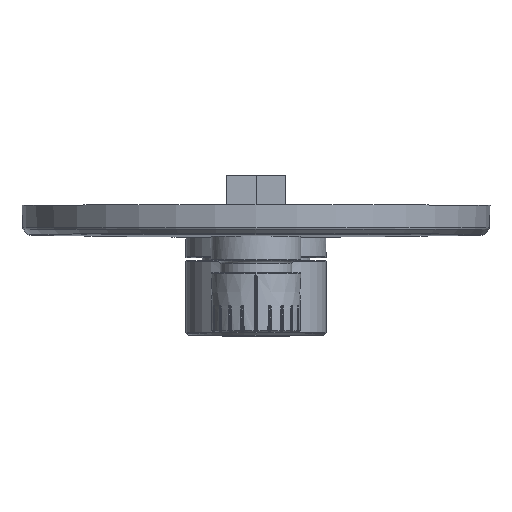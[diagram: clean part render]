
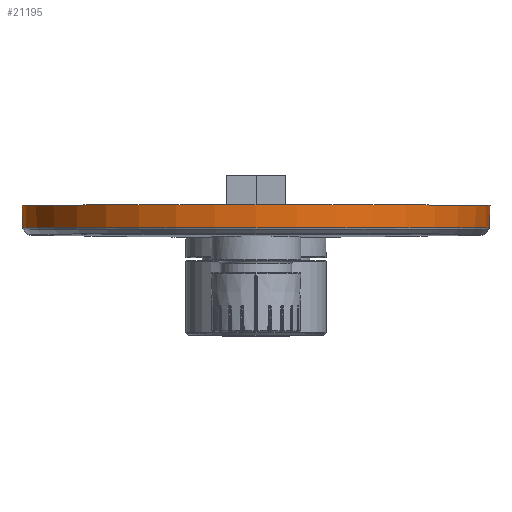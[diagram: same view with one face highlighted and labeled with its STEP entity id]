
A CAD part, top view. The second image highlights one B-rep face of the part: STEP entity #21195.
In plain terms, the highlighted conical face has half-angle 2 degrees and reference radius 78.367 mm.
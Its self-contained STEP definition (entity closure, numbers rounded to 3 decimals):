
#7818=CARTESIAN_POINT('',(0.,-7.606,0.));
#7819=DIRECTION('',(0.,1.,0.));
#7820=DIRECTION('',(-1.,0.,0.));
#7821=AXIS2_PLACEMENT_3D('',#7818,#7819,#7820);
#7842=DIRECTION('',(-0.035,-0.999,0.));
#7843=VECTOR('',#7842,7.611);
#7844=CARTESIAN_POINT('',(78.5,0.,0.));
#7845=LINE('',#7844,#7843);
#7849=DIRECTION('',(0.035,-0.999,0.));
#7850=VECTOR('',#7849,7.611);
#7851=CARTESIAN_POINT('',(-78.5,0.,0.));
#7852=LINE('',#7851,#7850);
#7856=CARTESIAN_POINT('',(0.,0.,0.));
#7857=DIRECTION('',(0.,-1.,0.));
#7858=DIRECTION('',(1.,0.,0.));
#7859=AXIS2_PLACEMENT_3D('',#7856,#7857,#7858);
#9991=CARTESIAN_POINT('',(78.5,0.,0.));
#9992=CARTESIAN_POINT('',(78.234,-7.606,0.));
#9993=VERTEX_POINT('',#9991);
#9994=VERTEX_POINT('',#9992);
#9995=CARTESIAN_POINT('',(-78.5,0.,0.));
#9996=CARTESIAN_POINT('',(-78.234,-7.606,
0.));
#9997=VERTEX_POINT('',#9995);
#9998=VERTEX_POINT('',#9996);
#21181=CARTESIAN_POINT('',(0.,-3.803,0.));
#21182=DIRECTION('',(0.,1.,0.));
#21183=DIRECTION('',(0.,0.,1.));
#21184=AXIS2_PLACEMENT_3D('',#21181,#21182,#21183);
#21185=CONICAL_SURFACE('',#21184,78.367,2.);
#21187=ORIENTED_EDGE('',*,*,#21186,.T.);
#21188=ORIENTED_EDGE('',*,*,#21167,.F.);
#21190=ORIENTED_EDGE('',*,*,#21189,.F.);
#21192=ORIENTED_EDGE('',*,*,#21191,.F.);
#21193=EDGE_LOOP('',(#21187,#21188,#21190,#21192));
#21194=FACE_OUTER_BOUND('',#21193,.F.);
#7822=CIRCLE('',#7821,78.234);
#7860=CIRCLE('',#7859,78.5);
#21167=EDGE_CURVE('',#9998,#9994,#7822,.T.);
#21186=EDGE_CURVE('',#9993,#9994,#7845,.T.);
#21189=EDGE_CURVE('',#9997,#9998,#7852,.T.);
#21191=EDGE_CURVE('',#9993,#9997,#7860,.T.);
#21195=ADVANCED_FACE('',(#21194),#21185,.T.);
